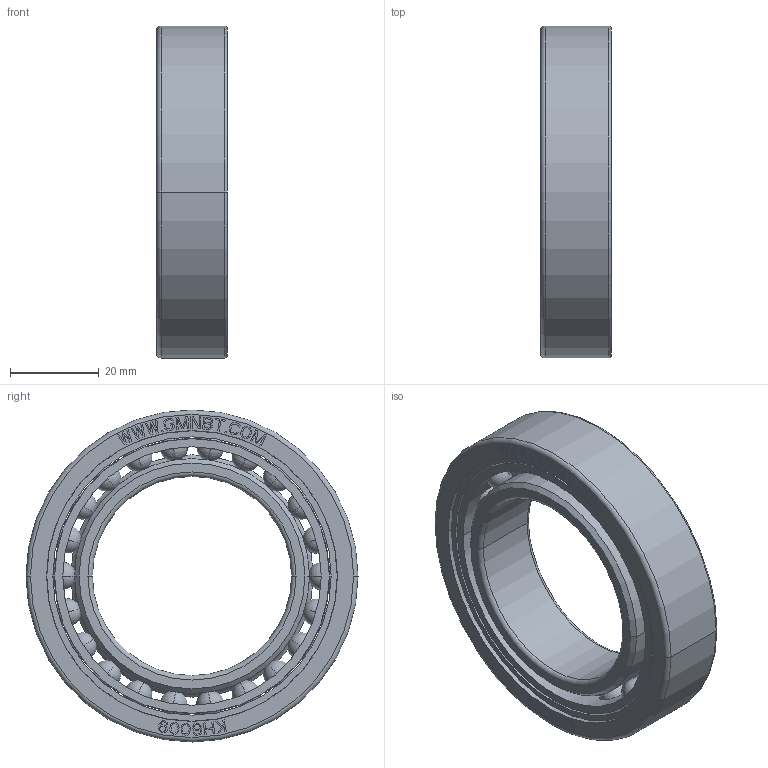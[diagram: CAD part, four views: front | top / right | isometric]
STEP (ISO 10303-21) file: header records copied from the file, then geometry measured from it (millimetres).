
FILE_DESCRIPTION((''),'2;1');
FILE_NAME('KH6009_PRT','2014-11-17T',('sales 4'),(''),'PRO/ENGINEER BY PARAMETRIC TECHNOLOGY CORPORATION, 2013150','PRO/ENGINEER BY PARAMETRIC TECHNOLOGY CORPORATION, 2013150','');
FILE_SCHEMA(('AUTOMOTIVE_DESIGN { 1 0 10303 214 1 1 1 1 }'));
Length unit declared in the file: millimetre
Products named in the file (1): KH6009_PRT
Bounding box: 16.01 x 75 x 75 mm (x, y, z)
Volume: 34847.4 mm3; surface area: 23351.1 mm2
Topology: 25 solids, 25 shells, 652 faces, 1834 edges, 1168 vertices
Faces by surface type: plane 524, cylinder 62, sphere 44, torus 12, cone 10
Entity records: 31499 total; most frequent: CARTESIAN_POINT 9398, ORIENTED_EDGE 3492, DIRECTION 3074, PRESENTATION_STYLE_ASSIGNMENT 1796, STYLED_ITEM 1771, CURVE_STYLE 1746, EDGE_CURVE 1746, VECTOR 1546
